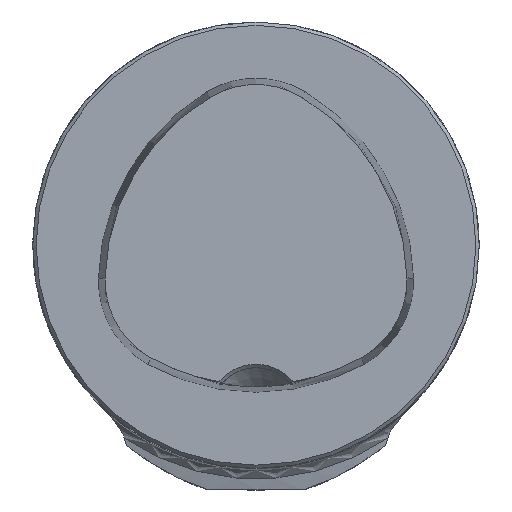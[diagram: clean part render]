
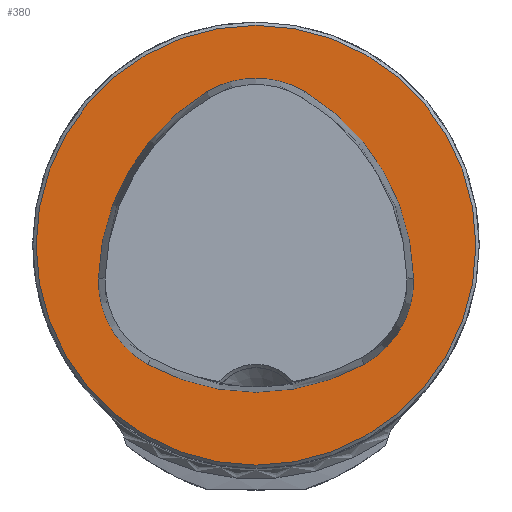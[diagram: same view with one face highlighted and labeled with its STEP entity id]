
A CAD part, top view. The second image highlights one B-rep face of the part: STEP entity #380.
In plain terms, the highlighted planar face has unit normal (0, 0, 1).
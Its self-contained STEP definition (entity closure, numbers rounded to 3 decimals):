
#129=FACE_BOUND('',#718,.T.);
#130=FACE_BOUND('',#719,.T.);
#314=CIRCLE('',#2632,20.063);
#316=CIRCLE('',#2635,20.063);
#317=CIRCLE('',#2636,8.563);
#318=CIRCLE('',#2637,20.063);
#319=CIRCLE('',#2638,8.563);
#320=CIRCLE('',#2639,8.563);
#321=CIRCLE('',#2640,19.7);
#380=ADVANCED_FACE('CU_FL_N1_SU_1',(#129,#130),#516,.T.);
#516=PLANE('',#2641);
#718=EDGE_LOOP('',(#1053,#1054,#1055,#1056,#1057,#1058));
#719=EDGE_LOOP('',(#1059));
#1053=ORIENTED_EDGE('',*,*,#1984,.F.);
#1054=ORIENTED_EDGE('',*,*,#1985,.F.);
#1055=ORIENTED_EDGE('',*,*,#1986,.F.);
#1056=ORIENTED_EDGE('',*,*,#1987,.F.);
#1057=ORIENTED_EDGE('',*,*,#1981,.F.);
#1058=ORIENTED_EDGE('',*,*,#1988,.F.);
#1059=ORIENTED_EDGE('',*,*,#1989,.T.);
#1734=VERTEX_POINT('',#4111);
#1735=VERTEX_POINT('',#4113);
#1737=VERTEX_POINT('',#4119);
#1738=VERTEX_POINT('',#4120);
#1739=VERTEX_POINT('',#4122);
#1740=VERTEX_POINT('',#4124);
#1741=VERTEX_POINT('',#4128);
#1981=EDGE_CURVE('',#1734,#1735,#314,.T.);
#1984=EDGE_CURVE('',#1737,#1738,#316,.T.);
#1985=EDGE_CURVE('',#1739,#1737,#317,.T.);
#1986=EDGE_CURVE('',#1740,#1739,#318,.T.);
#1987=EDGE_CURVE('',#1735,#1740,#319,.T.);
#1988=EDGE_CURVE('',#1738,#1734,#320,.T.);
#1989=EDGE_CURVE('',#1741,#1741,#321,.T.);
#2632=AXIS2_PLACEMENT_3D('',#4112,#2980,#2981);
#2635=AXIS2_PLACEMENT_3D('',#4118,#2987,#2988);
#2636=AXIS2_PLACEMENT_3D('',#4121,#2989,#2990);
#2637=AXIS2_PLACEMENT_3D('',#4123,#2991,#2992);
#2638=AXIS2_PLACEMENT_3D('',#4125,#2993,#2994);
#2639=AXIS2_PLACEMENT_3D('',#4126,#2995,#2996);
#2640=AXIS2_PLACEMENT_3D('',#4127,#2997,#2998);
#2641=AXIS2_PLACEMENT_3D('',#4129,#2999,#3000);
#2980=DIRECTION('',(0.,0.,1.));
#2981=DIRECTION('',(1.,0.,0.));
#2987=DIRECTION('',(0.,0.,1.));
#2988=DIRECTION('',(1.,0.,0.));
#2989=DIRECTION('',(0.,0.,1.));
#2990=DIRECTION('',(1.,0.,0.));
#2991=DIRECTION('',(0.,0.,1.));
#2992=DIRECTION('',(1.,0.,0.));
#2993=DIRECTION('',(0.,0.,1.));
#2994=DIRECTION('',(1.,0.,0.));
#2995=DIRECTION('',(0.,0.,1.));
#2996=DIRECTION('',(1.,0.,0.));
#2997=DIRECTION('',(0.,0.,1.));
#2998=DIRECTION('',(1.,0.,0.));
#2999=DIRECTION('',(0.,0.,1.));
#3000=DIRECTION('',(1.,0.,0.));
#4111=CARTESIAN_POINT('',(-9.704,-10.66,0.));
#4112=CARTESIAN_POINT('',(0.,6.9,0.));
#4113=CARTESIAN_POINT('',(9.704,-10.66,0.));
#4118=CARTESIAN_POINT('',(5.934,-3.451,0.));
#4119=CARTESIAN_POINT('',(-4.418,13.735,0.));
#4120=CARTESIAN_POINT('',(-14.123,-2.953,0.));
#4121=CARTESIAN_POINT('',(0.,6.4,0.));
#4122=CARTESIAN_POINT('',(4.418,13.735,0.));
#4123=CARTESIAN_POINT('',(-5.934,-3.451,0.));
#4124=CARTESIAN_POINT('',(14.123,-2.953,0.));
#4125=CARTESIAN_POINT('',(5.562,-3.165,0.));
#4126=CARTESIAN_POINT('',(-5.562,-3.165,0.));
#4127=CARTESIAN_POINT('',(0.,0.,0.));
#4128=CARTESIAN_POINT('',(19.7,0.,0.));
#4129=CARTESIAN_POINT('',(0.,0.,0.));
